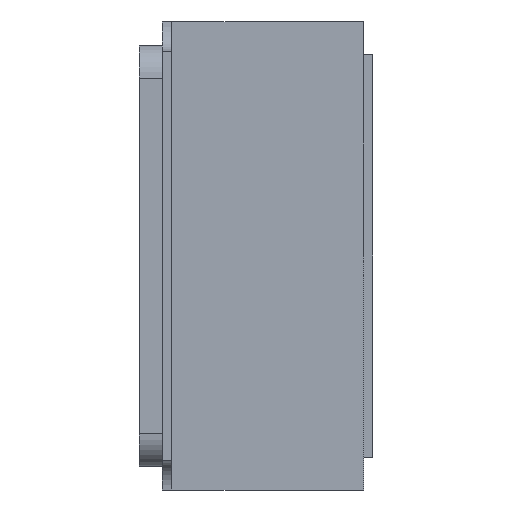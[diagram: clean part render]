
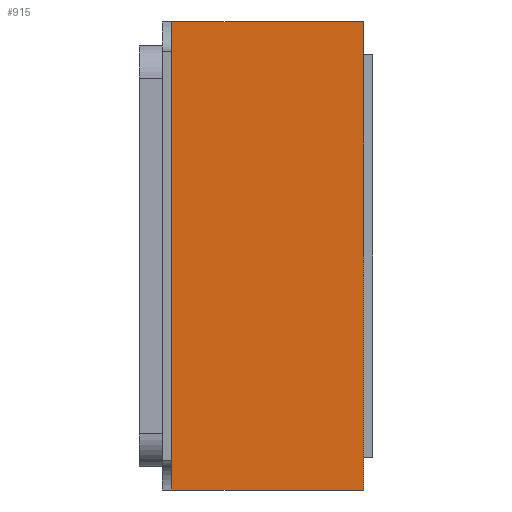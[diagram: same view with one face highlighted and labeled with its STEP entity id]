
A CAD part, left-side view. The second image highlights one B-rep face of the part: STEP entity #915.
In plain terms, the highlighted planar face has unit normal (-1, 0, 0).
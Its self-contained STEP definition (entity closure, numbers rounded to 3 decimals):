
#489 = DIRECTION ( 'NONE',  ( 0., 0., -1. ) ) ;
#890 = CARTESIAN_POINT ( 'NONE',  ( -0.8, 0.41, 0.5 ) ) ;
#915 = ADVANCED_FACE ( 'NONE', ( #9015 ), #7595, .F. ) ;
#997 = EDGE_CURVE ( 'NONE', #8721, #8663, #3662, .T. ) ;
#1462 = ORIENTED_EDGE ( 'NONE', *, *, #997, .F. ) ;
#1629 = VECTOR ( 'NONE', #5350, 1000. ) ;
#1740 = VECTOR ( 'NONE', #2004, 1000. ) ;
#2004 = DIRECTION ( 'NONE',  ( 0., -1., 0. ) ) ;
#2163 = DIRECTION ( 'NONE',  ( 1., 0., 0. ) ) ;
#2286 = DIRECTION ( 'NONE',  ( 0., 0., -1. ) ) ;
#2341 = EDGE_LOOP ( 'NONE', ( #1462, #7328, #5324, #5680 ) ) ;
#2507 = CARTESIAN_POINT ( 'NONE',  ( -0.8, 0.41, -0.5 ) ) ;
#2529 = EDGE_CURVE ( 'NONE', #6680, #3872, #3959, .T. ) ;
#3166 = CARTESIAN_POINT ( 'NONE',  ( -0.8, 0., -0.5 ) ) ;
#3462 = DIRECTION ( 'NONE',  ( 0., -1., 0. ) ) ;
#3662 = LINE ( 'NONE', #4833, #1740 ) ;
#3748 = VECTOR ( 'NONE', #3462, 1000. ) ;
#3872 = VERTEX_POINT ( 'NONE', #8034 ) ;
#3959 = LINE ( 'NONE', #9175, #3748 ) ;
#4120 = AXIS2_PLACEMENT_3D ( 'NONE', #4845, #2163, #2286 ) ;
#4484 = VECTOR ( 'NONE', #489, 1000. ) ;
#4833 = CARTESIAN_POINT ( 'NONE',  ( -0.8, 0.48, 0.5 ) ) ;
#4845 = CARTESIAN_POINT ( 'NONE',  ( -0.8, 0.48, -0.5 ) ) ;
#5324 = ORIENTED_EDGE ( 'NONE', *, *, #2529, .T. ) ;
#5350 = DIRECTION ( 'NONE',  ( 0., 0., 1. ) ) ;
#5680 = ORIENTED_EDGE ( 'NONE', *, *, #8334, .T. ) ;
#6533 = CARTESIAN_POINT ( 'NONE',  ( -0.8, 0., 0.5 ) ) ;
#6680 = VERTEX_POINT ( 'NONE', #2507 ) ;
#7328 = ORIENTED_EDGE ( 'NONE', *, *, #9218, .T. ) ;
#7595 = PLANE ( 'NONE',  #4120 ) ;
#8034 = CARTESIAN_POINT ( 'NONE',  ( -0.8, 0., -0.5 ) ) ;
#8243 = CARTESIAN_POINT ( 'NONE',  ( -0.8, 0.41, 0.5 ) ) ;
#8286 = LINE ( 'NONE', #8243, #4484 ) ;
#8334 = EDGE_CURVE ( 'NONE', #3872, #8663, #9248, .T. ) ;
#8663 = VERTEX_POINT ( 'NONE', #6533 ) ;
#8721 = VERTEX_POINT ( 'NONE', #890 ) ;
#9015 = FACE_OUTER_BOUND ( 'NONE', #2341, .T. ) ;
#9175 = CARTESIAN_POINT ( 'NONE',  ( -0.8, 0.48, -0.5 ) ) ;
#9218 = EDGE_CURVE ( 'NONE', #8721, #6680, #8286, .T. ) ;
#9248 = LINE ( 'NONE', #3166, #1629 ) ;
